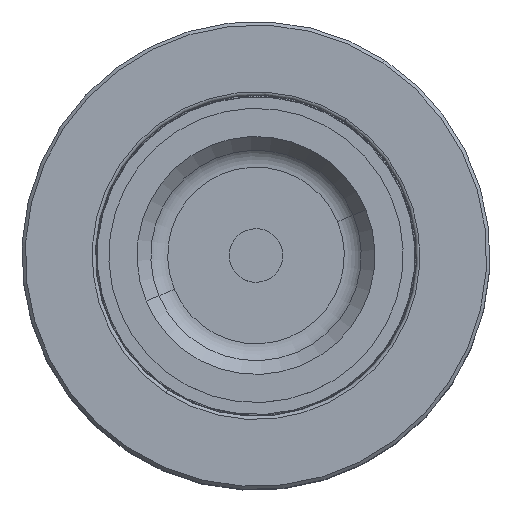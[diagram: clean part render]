
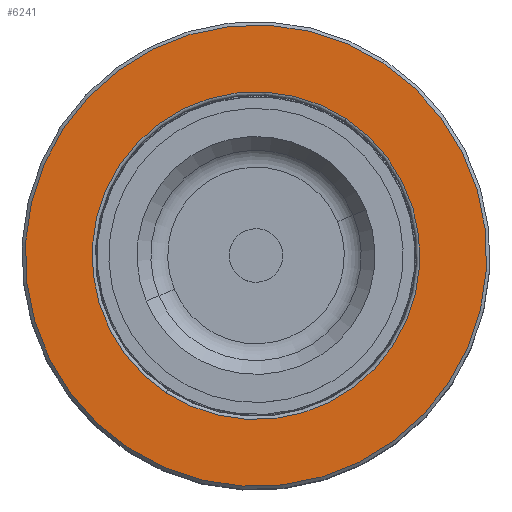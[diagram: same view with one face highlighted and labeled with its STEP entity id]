
A CAD part, top view. The second image highlights one B-rep face of the part: STEP entity #6241.
In plain terms, the highlighted face is planar.
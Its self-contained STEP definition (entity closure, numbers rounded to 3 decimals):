
#3741 = ORIENTED_EDGE ( 'NONE', *, *, #24620, .T. ) ;
#4643 = DIRECTION ( 'NONE',  ( 0., -1., 0. ) ) ;
#6241 = ADVANCED_FACE ( 'NONE', ( #8954, #42341 ), #17991, .T. ) ;
#8041 = CARTESIAN_POINT ( 'NONE',  ( 34.5, 45.687, 0. ) ) ;
#8626 = CARTESIAN_POINT ( 'NONE',  ( 0., 45.687, 24.5 ) ) ;
#8885 = DIRECTION ( 'NONE',  ( 0., 0., 1. ) ) ;
#8954 = FACE_BOUND ( 'NONE', #9878, .T. ) ;
#9093 = AXIS2_PLACEMENT_3D ( 'NONE', #14130, #19241, #28804 ) ;
#9291 = CARTESIAN_POINT ( 'NONE',  ( 0., 45.687, 34.5 ) ) ;
#9878 = EDGE_LOOP ( 'NONE', ( #57429, #3741 ) ) ;
#11520 = EDGE_CURVE ( 'NONE', #18123, #52251, #42944, .T. ) ;
#13964 = CARTESIAN_POINT ( 'NONE',  ( 0., 45.687, 0. ) ) ;
#13972 = AXIS2_PLACEMENT_3D ( 'NONE', #13964, #14174, #33294 ) ;
#14130 = CARTESIAN_POINT ( 'NONE',  ( 0., 45.687, 0. ) ) ;
#14174 = DIRECTION ( 'NONE',  ( 0., -1., 0. ) ) ;
#15455 = DIRECTION ( 'NONE',  ( 0., -1., 0. ) ) ;
#16535 = EDGE_CURVE ( 'NONE', #41805, #56567, #56459, .T. ) ;
#16655 = AXIS2_PLACEMENT_3D ( 'NONE', #33672, #4643, #30451 ) ;
#17991 = PLANE ( 'NONE',  #34917 ) ;
#18123 = VERTEX_POINT ( 'NONE', #9291 ) ;
#19241 = DIRECTION ( 'NONE',  ( 0., -1., 0. ) ) ;
#22166 = ORIENTED_EDGE ( 'NONE', *, *, #11520, .F. ) ;
#23465 = AXIS2_PLACEMENT_3D ( 'NONE', #59374, #15455, #24614 ) ;
#24614 = DIRECTION ( 'NONE',  ( 0., 0., -1. ) ) ;
#24620 = EDGE_CURVE ( 'NONE', #56567, #41805, #47687, .T. ) ;
#27989 = DIRECTION ( 'NONE',  ( 0., 1., 0. ) ) ;
#28804 = DIRECTION ( 'NONE',  ( 0., 0., -1. ) ) ;
#29908 = EDGE_CURVE ( 'NONE', #52251, #18123, #35388, .T. ) ;
#30451 = DIRECTION ( 'NONE',  ( 0., 0., -1. ) ) ;
#31918 = ORIENTED_EDGE ( 'NONE', *, *, #29908, .F. ) ;
#33294 = DIRECTION ( 'NONE',  ( 0., 0., -1. ) ) ;
#33672 = CARTESIAN_POINT ( 'NONE',  ( 0., 45.687, 0. ) ) ;
#34917 = AXIS2_PLACEMENT_3D ( 'NONE', #8041, #27989, #8885 ) ;
#35388 = CIRCLE ( 'NONE', #16655, 34.5 ) ;
#39129 = CARTESIAN_POINT ( 'NONE',  ( 0., 45.687, -24.5 ) ) ;
#41805 = VERTEX_POINT ( 'NONE', #39129 ) ;
#42341 = FACE_OUTER_BOUND ( 'NONE', #59799, .T. ) ;
#42944 = CIRCLE ( 'NONE', #9093, 34.5 ) ;
#47687 = CIRCLE ( 'NONE', #23465, 24.5 ) ;
#50596 = CARTESIAN_POINT ( 'NONE',  ( 0., 45.687, -34.5 ) ) ;
#52251 = VERTEX_POINT ( 'NONE', #50596 ) ;
#56459 = CIRCLE ( 'NONE', #13972, 24.5 ) ;
#56567 = VERTEX_POINT ( 'NONE', #8626 ) ;
#57429 = ORIENTED_EDGE ( 'NONE', *, *, #16535, .T. ) ;
#59374 = CARTESIAN_POINT ( 'NONE',  ( 0., 45.687, 0. ) ) ;
#59799 = EDGE_LOOP ( 'NONE', ( #31918, #22166 ) ) ;
